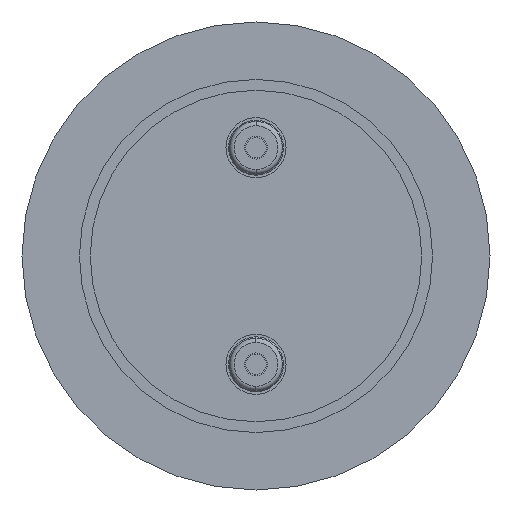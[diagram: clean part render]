
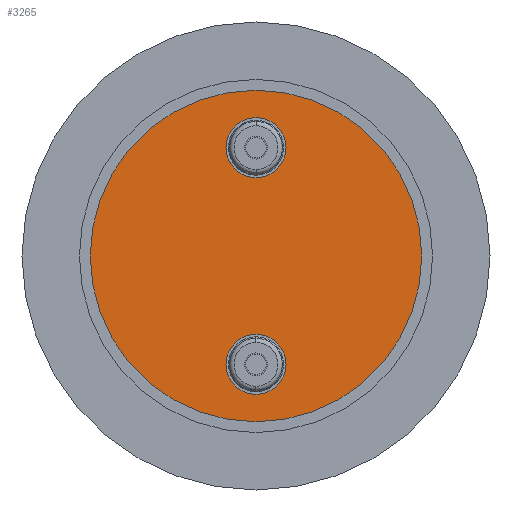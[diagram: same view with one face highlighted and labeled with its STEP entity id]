
A CAD part, front view. The second image highlights one B-rep face of the part: STEP entity #3265.
In plain terms, the highlighted planar face has unit normal (0, -1, 0).
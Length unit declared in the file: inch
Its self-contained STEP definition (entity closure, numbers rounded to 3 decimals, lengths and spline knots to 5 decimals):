
#11 = CARTESIAN_POINT ( 'NONE',  ( 0., -0.87271, 0.765 ) ) ;
#12 = CARTESIAN_POINT ( 'NONE',  ( 0., -0.87271, -0.3615 ) ) ;
#228 = CARTESIAN_POINT ( 'NONE',  ( 0., -0.87271, -0.6385 ) ) ;
#235 = CARTESIAN_POINT ( 'NONE',  ( 0., -0.87271, 0.6385 ) ) ;
#365 = DIRECTION ( 'NONE',  ( 0., 1., 0. ) ) ;
#366 = DIRECTION ( 'NONE',  ( 0., 0., 1. ) ) ;
#367 = CARTESIAN_POINT ( 'NONE',  ( 0., -0.87271, 0. ) ) ;
#584 = VERTEX_POINT ( 'NONE', #12 ) ;
#585 = VERTEX_POINT ( 'NONE', #11 ) ;
#611 = VERTEX_POINT ( 'NONE', #235 ) ;
#618 = VERTEX_POINT ( 'NONE', #228 ) ;
#700 = DIRECTION ( 'NONE',  ( 0., 0., 1. ) ) ;
#701 = DIRECTION ( 'NONE',  ( 0., 1., 0. ) ) ;
#702 = CARTESIAN_POINT ( 'NONE',  ( 0., -0.87271, 0.5 ) ) ;
#708 = DIRECTION ( 'NONE',  ( 0., 0., -1. ) ) ;
#709 = DIRECTION ( 'NONE',  ( 0., 1., 0. ) ) ;
#711 = CARTESIAN_POINT ( 'NONE',  ( 0., -0.87271, -0.5 ) ) ;
#774 = AXIS2_PLACEMENT_3D ( 'NONE', #3527, #3525, #3531 ) ;
#945 = FACE_BOUND ( 'NONE', #1860, .T. ) ;
#947 = FACE_OUTER_BOUND ( 'NONE', #2045, .T. ) ;
#951 = FACE_BOUND ( 'NONE', #1870, .T. ) ;
#1204 = AXIS2_PLACEMENT_3D ( 'NONE', #2668, #2759, #2717 ) ;
#1206 = AXIS2_PLACEMENT_3D ( 'NONE', #2674, #2722, #2705 ) ;
#1213 = AXIS2_PLACEMENT_3D ( 'NONE', #367, #365, #366 ) ;
#1388 = CIRCLE ( 'NONE', #2615, 0.765 ) ;
#1392 = CIRCLE ( 'NONE', #2605, 0.1385 ) ;
#1394 = CIRCLE ( 'NONE', #2604, 0.1385 ) ;
#1754 = EDGE_CURVE ( 'NONE', #585, #1898, #3038, .T. ) ;
#1767 = EDGE_CURVE ( 'NONE', #1823, #611, #2661, .T. ) ;
#1771 = EDGE_CURVE ( 'NONE', #618, #584, #2649, .T. ) ;
#1823 = VERTEX_POINT ( 'NONE', #2783 ) ;
#1860 = EDGE_LOOP ( 'NONE', ( #2136, #2050 ) ) ;
#1870 = EDGE_LOOP ( 'NONE', ( #2272, #2111 ) ) ;
#1898 = VERTEX_POINT ( 'NONE', #2712 ) ;
#2045 = EDGE_LOOP ( 'NONE', ( #2242, #2230 ) ) ;
#2050 = ORIENTED_EDGE ( 'NONE', *, *, #1767, .T. ) ;
#2111 = ORIENTED_EDGE ( 'NONE', *, *, #1771, .T. ) ;
#2136 = ORIENTED_EDGE ( 'NONE', *, *, #3055, .T. ) ;
#2230 = ORIENTED_EDGE ( 'NONE', *, *, #3059, .F. ) ;
#2242 = ORIENTED_EDGE ( 'NONE', *, *, #1754, .F. ) ;
#2272 = ORIENTED_EDGE ( 'NONE', *, *, #3053, .T. ) ;
#2604 = AXIS2_PLACEMENT_3D ( 'NONE', #711, #709, #708 ) ;
#2605 = AXIS2_PLACEMENT_3D ( 'NONE', #702, #701, #700 ) ;
#2615 = AXIS2_PLACEMENT_3D ( 'NONE', #3297, #3298, #3299 ) ;
#2649 = CIRCLE ( 'NONE', #1204, 0.1385 ) ;
#2661 = CIRCLE ( 'NONE', #1206, 0.1385 ) ;
#2668 = CARTESIAN_POINT ( 'NONE',  ( 0., -0.87271, -0.5 ) ) ;
#2674 = CARTESIAN_POINT ( 'NONE',  ( 0., -0.87271, 0.5 ) ) ;
#2705 = DIRECTION ( 'NONE',  ( 0., 0., 1. ) ) ;
#2712 = CARTESIAN_POINT ( 'NONE',  ( 0., -0.87271, -0.765 ) ) ;
#2717 = DIRECTION ( 'NONE',  ( 0., 0., -1. ) ) ;
#2722 = DIRECTION ( 'NONE',  ( 0., 1., 0. ) ) ;
#2759 = DIRECTION ( 'NONE',  ( 0., 1., 0. ) ) ;
#2783 = CARTESIAN_POINT ( 'NONE',  ( 0., -0.87271, 0.3615 ) ) ;
#3038 = CIRCLE ( 'NONE', #1213, 0.765 ) ;
#3053 = EDGE_CURVE ( 'NONE', #584, #618, #1394, .T. ) ;
#3055 = EDGE_CURVE ( 'NONE', #611, #1823, #1392, .T. ) ;
#3059 = EDGE_CURVE ( 'NONE', #1898, #585, #1388, .T. ) ;
#3265 = ADVANCED_FACE ( 'NONE', ( #951, #945, #947 ), #3529, .T. ) ;
#3297 = CARTESIAN_POINT ( 'NONE',  ( 0., -0.87271, 0. ) ) ;
#3298 = DIRECTION ( 'NONE',  ( 0., 1., 0. ) ) ;
#3299 = DIRECTION ( 'NONE',  ( 0., 0., 1. ) ) ;
#3525 = DIRECTION ( 'NONE',  ( 0., -1., 0. ) ) ;
#3527 = CARTESIAN_POINT ( 'NONE',  ( -0.765, -0.87271, 0. ) ) ;
#3529 = PLANE ( 'NONE',  #774 ) ;
#3531 = DIRECTION ( 'NONE',  ( 0., 0., -1. ) ) ;
